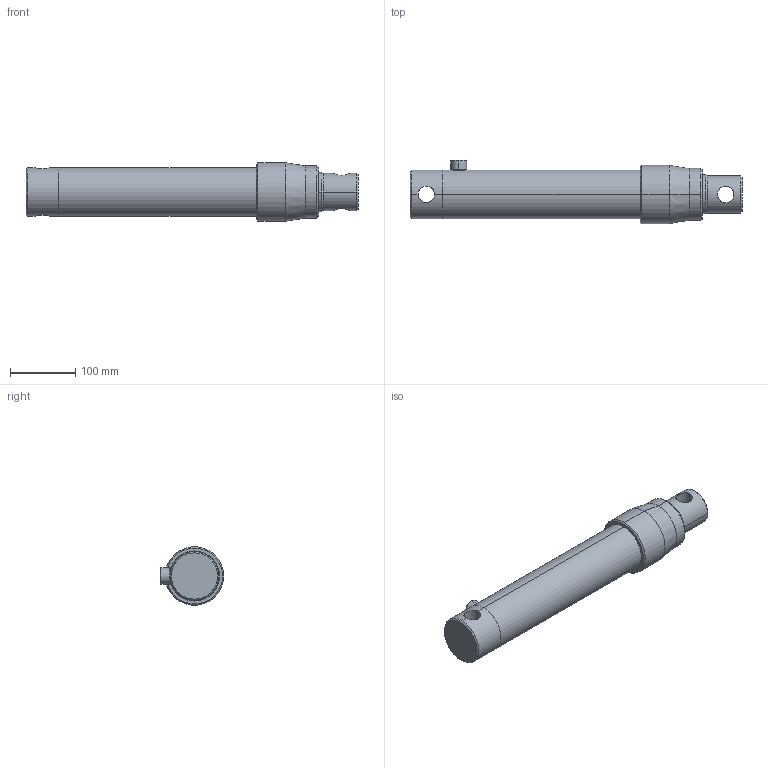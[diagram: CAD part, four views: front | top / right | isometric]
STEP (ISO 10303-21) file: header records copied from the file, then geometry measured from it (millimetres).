
FILE_DESCRIPTION (( 'STEP AP203' ), '1' );
FILE_NAME ('660-3.STEP', '2014-12-10T08:03:32', ( '' ), ( '' ), 'SwSTEP 2.0', 'SolidWorks 2015', '' );
FILE_SCHEMA (( 'CONFIG_CONTROL_DESIGN' ));
Length unit declared in the file: millimetre
Products named in the file (6): D660^660-3; Rohr^660-3; Boden^660-3; AL38; 660-3; Stange^660-3
Assembly tree (5 placements, depth 2):
  660-3
    Rohr^660-3
    Stange^660-3
    AL38
    D660^660-3
    Boden^660-3
Bounding box: 510 x 97.5 x 90 mm (x, y, z)
Volume: 2068152.2 mm3; surface area: 328419.3 mm2
Topology: 5 solids, 5 shells, 77 faces, 158 edges, 92 vertices
Faces by surface type: cylinder 32, cone 32, plane 13
Entity records: 3176 total; most frequent: CARTESIAN_POINT 867, DIRECTION 396, ORIENTED_EDGE 316, AXIS2_PLACEMENT_3D 165, EDGE_CURVE 158, VERTEX_POINT 92, EDGE_LOOP 90, CIRCLE 80
